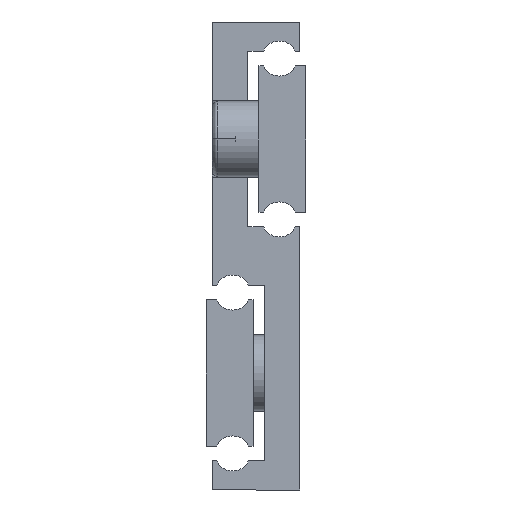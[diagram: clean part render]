
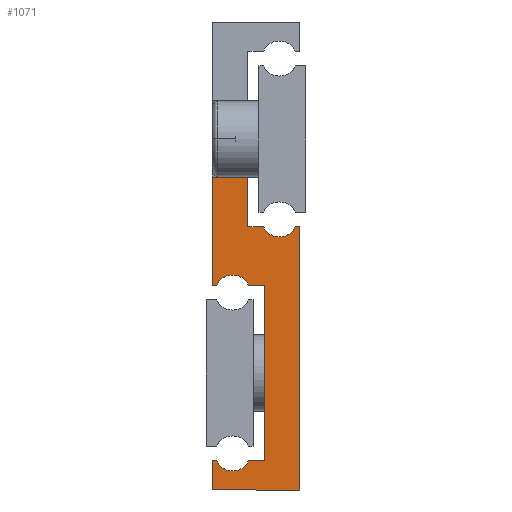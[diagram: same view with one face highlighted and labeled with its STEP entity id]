
A CAD part, front view. The second image highlights one B-rep face of the part: STEP entity #1071.
In plain terms, the highlighted face is planar.
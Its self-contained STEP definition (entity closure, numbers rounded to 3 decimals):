
#64=PLANE('',#1214);
#109=FACE_OUTER_BOUND('',#165,.T.);
#165=EDGE_LOOP('',(#862,#863,#864,#865,#866,#867,#868,#869,#870,#871,#872,
#873,#874,#875,#876,#877));
#230=LINE('',#1633,#348);
#232=LINE('',#1637,#350);
#234=LINE('',#1641,#352);
#236=LINE('',#1645,#354);
#239=LINE('',#1653,#357);
#242=LINE('',#1658,#360);
#246=LINE('',#1666,#364);
#250=LINE('',#1678,#368);
#256=LINE('',#1691,#374);
#269=LINE('',#1721,#387);
#272=LINE('',#1727,#390);
#276=LINE('',#1738,#394);
#279=LINE('',#1743,#397);
#348=VECTOR('',#1311,1000.);
#350=VECTOR('',#1315,1000.);
#352=VECTOR('',#1319,1000.);
#354=VECTOR('',#1323,1000.);
#357=VECTOR('',#1332,1000.);
#360=VECTOR('',#1337,1000.);
#364=VECTOR('',#1343,1000.);
#368=VECTOR('',#1355,1000.);
#374=VECTOR('',#1365,1000.);
#387=VECTOR('',#1394,1000.);
#390=VECTOR('',#1399,1000.);
#394=VECTOR('',#1411,1000.);
#397=VECTOR('',#1418,1000.);
#450=CIRCLE('',#1190,3.);
#451=CIRCLE('',#1195,3.);
#456=CIRCLE('',#1210,3.);
#501=VERTEX_POINT('',#1630);
#502=VERTEX_POINT('',#1632);
#503=VERTEX_POINT('',#1636);
#504=VERTEX_POINT('',#1640);
#505=VERTEX_POINT('',#1644);
#506=VERTEX_POINT('',#1648);
#507=VERTEX_POINT('',#1652);
#508=VERTEX_POINT('',#1657);
#511=VERTEX_POINT('',#1665);
#513=VERTEX_POINT('',#1671);
#515=VERTEX_POINT('',#1677);
#520=VERTEX_POINT('',#1690);
#528=VERTEX_POINT('',#1718);
#529=VERTEX_POINT('',#1720);
#531=VERTEX_POINT('',#1726);
#533=VERTEX_POINT('',#1732);
#603=EDGE_CURVE('',#501,#502,#230,.T.);
#605=EDGE_CURVE('',#502,#503,#232,.T.);
#607=EDGE_CURVE('',#503,#504,#234,.T.);
#609=EDGE_CURVE('',#504,#505,#236,.T.);
#611=EDGE_CURVE('',#505,#506,#450,.T.);
#613=EDGE_CURVE('',#506,#507,#239,.T.);
#616=EDGE_CURVE('',#507,#508,#242,.T.);
#620=EDGE_CURVE('',#508,#511,#246,.T.);
#623=EDGE_CURVE('',#511,#513,#451,.T.);
#626=EDGE_CURVE('',#513,#515,#250,.T.);
#633=EDGE_CURVE('',#515,#520,#256,.T.);
#648=EDGE_CURVE('',#528,#529,#269,.T.);
#651=EDGE_CURVE('',#529,#531,#272,.T.);
#654=EDGE_CURVE('',#531,#533,#456,.T.);
#657=EDGE_CURVE('',#533,#501,#276,.T.);
#660=EDGE_CURVE('',#520,#528,#279,.T.);
#862=ORIENTED_EDGE('',*,*,#660,.F.);
#863=ORIENTED_EDGE('',*,*,#633,.F.);
#864=ORIENTED_EDGE('',*,*,#626,.F.);
#865=ORIENTED_EDGE('',*,*,#623,.F.);
#866=ORIENTED_EDGE('',*,*,#620,.F.);
#867=ORIENTED_EDGE('',*,*,#616,.F.);
#868=ORIENTED_EDGE('',*,*,#613,.F.);
#869=ORIENTED_EDGE('',*,*,#611,.F.);
#870=ORIENTED_EDGE('',*,*,#609,.F.);
#871=ORIENTED_EDGE('',*,*,#607,.F.);
#872=ORIENTED_EDGE('',*,*,#605,.F.);
#873=ORIENTED_EDGE('',*,*,#603,.F.);
#874=ORIENTED_EDGE('',*,*,#657,.F.);
#875=ORIENTED_EDGE('',*,*,#654,.F.);
#876=ORIENTED_EDGE('',*,*,#651,.F.);
#877=ORIENTED_EDGE('',*,*,#648,.F.);
#1071=ADVANCED_FACE('',(#109),#64,.T.);
#1190=AXIS2_PLACEMENT_3D('',#1649,#1327,#1328);
#1195=AXIS2_PLACEMENT_3D('',#1672,#1348,#1349);
#1210=AXIS2_PLACEMENT_3D('',#1733,#1404,#1405);
#1214=AXIS2_PLACEMENT_3D('',#1742,#1416,#1417);
#1311=DIRECTION('',(0.,-1.,0.));
#1315=DIRECTION('',(1.,0.,0.));
#1319=DIRECTION('',(0.,1.,0.));
#1323=DIRECTION('',(-1.,0.,0.));
#1327=DIRECTION('center_axis',(0.,0.,-1.));
#1328=DIRECTION('ref_axis',(1.,0.,0.));
#1332=DIRECTION('',(-1.,0.,0.));
#1337=DIRECTION('',(0.,1.,0.));
#1343=DIRECTION('',(1.,0.,0.));
#1348=DIRECTION('center_axis',(0.,0.,-1.));
#1349=DIRECTION('ref_axis',(-1.,0.,0.));
#1355=DIRECTION('',(1.,0.,0.));
#1365=DIRECTION('',(0.,1.,0.));
#1394=DIRECTION('',(0.,-1.,0.));
#1399=DIRECTION('',(-1.,0.,0.));
#1404=DIRECTION('center_axis',(0.,0.,-1.));
#1405=DIRECTION('ref_axis',(-1.,0.,0.));
#1411=DIRECTION('',(-1.,0.,0.));
#1416=DIRECTION('center_axis',(0.,0.,-1.));
#1417=DIRECTION('ref_axis',(-1.,0.,0.));
#1418=DIRECTION('',(-1.,0.,0.));
#1630=CARTESIAN_POINT('',(0.,45.,-275.));
#1632=CARTESIAN_POINT('',(0.,0.,-275.));
#1633=CARTESIAN_POINT('',(0.,0.,-275.));
#1636=CARTESIAN_POINT('',(15.,0.,-275.));
#1637=CARTESIAN_POINT('',(0.,0.,-275.));
#1640=CARTESIAN_POINT('',(15.,5.,-275.));
#1641=CARTESIAN_POINT('',(15.,0.,-275.));
#1644=CARTESIAN_POINT('',(14.227,5.,-275.));
#1645=CARTESIAN_POINT('',(15.,5.,-275.));
#1648=CARTESIAN_POINT('',(8.773,5.,-275.));
#1649=CARTESIAN_POINT('Origin',(11.5,6.25,-275.));
#1652=CARTESIAN_POINT('',(6.,5.,-275.));
#1653=CARTESIAN_POINT('',(8.773,5.,-275.));
#1657=CARTESIAN_POINT('',(6.,35.,-275.));
#1658=CARTESIAN_POINT('',(6.,5.,-275.));
#1665=CARTESIAN_POINT('',(8.773,35.,-275.));
#1666=CARTESIAN_POINT('',(8.773,35.,-275.));
#1671=CARTESIAN_POINT('',(14.227,35.,-275.));
#1672=CARTESIAN_POINT('Origin',(11.5,33.75,-275.));
#1677=CARTESIAN_POINT('',(15.,35.,-275.));
#1678=CARTESIAN_POINT('',(15.,35.,-275.));
#1690=CARTESIAN_POINT('',(15.,53.5,-275.));
#1691=CARTESIAN_POINT('',(15.,80.,-275.));
#1718=CARTESIAN_POINT('',(8.9,53.5,-275.));
#1720=CARTESIAN_POINT('',(8.9,45.,-275.));
#1721=CARTESIAN_POINT('',(8.9,75.,-275.));
#1726=CARTESIAN_POINT('',(6.227,45.,-275.));
#1727=CARTESIAN_POINT('',(6.227,45.,-275.));
#1732=CARTESIAN_POINT('',(0.773,45.,-275.));
#1733=CARTESIAN_POINT('Origin',(3.5,46.25,-275.));
#1738=CARTESIAN_POINT('',(0.,45.,-275.));
#1742=CARTESIAN_POINT('Origin',(3.5,46.25,-275.));
#1743=CARTESIAN_POINT('',(3.5,53.5,-275.));
